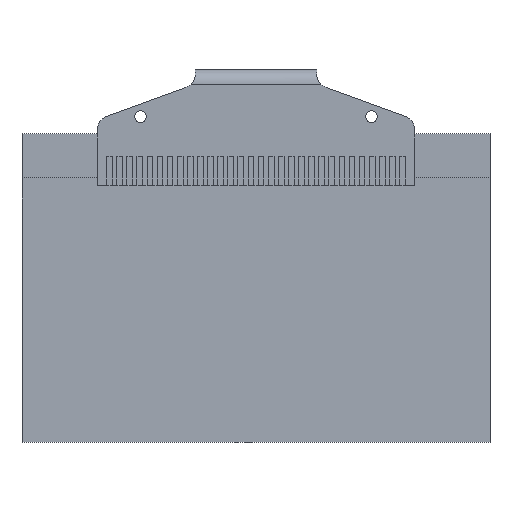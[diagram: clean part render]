
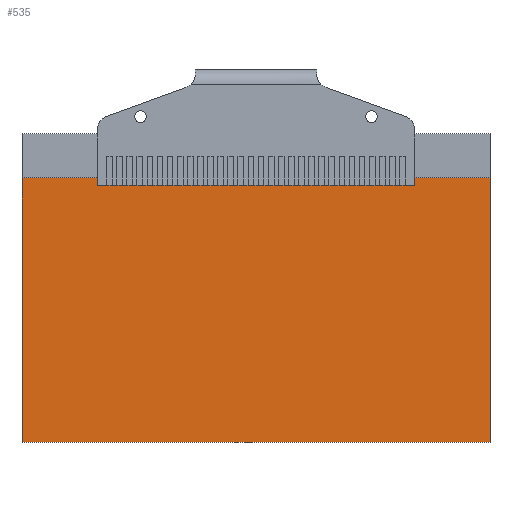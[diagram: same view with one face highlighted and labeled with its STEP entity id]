
A CAD part, front view. The second image highlights one B-rep face of the part: STEP entity #535.
In plain terms, the highlighted planar face has unit normal (0, -1, 0).
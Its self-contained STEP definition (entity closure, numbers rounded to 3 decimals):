
#535=ADVANCED_FACE('',(#1283),#927,.T.);
#927=PLANE('',#7268);
#1283=FACE_OUTER_BOUND('',#1673,.T.);
#1673=EDGE_LOOP('',(#2075,#2076,#2077,#2078));
#2075=ORIENTED_EDGE('',*,*,#4600,.T.);
#2076=ORIENTED_EDGE('',*,*,#4601,.F.);
#2077=ORIENTED_EDGE('',*,*,#4602,.F.);
#2078=ORIENTED_EDGE('',*,*,#4593,.F.);
#3963=VERTEX_POINT('',#9458);
#3964=VERTEX_POINT('',#9459);
#3969=VERTEX_POINT('',#9473);
#3970=VERTEX_POINT('',#9475);
#4593=EDGE_CURVE('',#3963,#3964,#5541,.T.);
#4600=EDGE_CURVE('',#3963,#3969,#5548,.T.);
#4601=EDGE_CURVE('',#3970,#3969,#5549,.T.);
#4602=EDGE_CURVE('',#3964,#3970,#5550,.T.);
#5541=LINE('',#9457,#6403);
#5548=LINE('',#9472,#6410);
#5549=LINE('',#9474,#6411);
#5550=LINE('',#9476,#6412);
#6403=VECTOR('',#7710,1.);
#6410=VECTOR('',#7721,1.);
#6411=VECTOR('',#7722,1.);
#6412=VECTOR('',#7723,1.);
#7268=AXIS2_PLACEMENT_3D('',#9477,#7724,#7725);
#7710=DIRECTION('',(1.,0.,0.));
#7721=DIRECTION('',(0.,0.,-1.));
#7722=DIRECTION('',(-1.,0.,0.));
#7723=DIRECTION('',(0.,0.,-1.));
#7724=DIRECTION('',(0.,-1.,0.));
#7725=DIRECTION('',(0.,0.,1.));
#9457=CARTESIAN_POINT('',(-12.37,4.16,5.4));
#9458=CARTESIAN_POINT('',(-16.21,4.16,5.4));
#9459=CARTESIAN_POINT('',(16.21,4.16,5.4));
#9472=CARTESIAN_POINT('',(-16.21,4.16,5.4));
#9473=CARTESIAN_POINT('',(-16.21,4.16,-12.91));
#9474=CARTESIAN_POINT('',(12.37,4.16,-12.91));
#9475=CARTESIAN_POINT('',(16.21,4.16,-12.91));
#9476=CARTESIAN_POINT('',(16.21,4.16,5.4));
#9477=CARTESIAN_POINT('',(0.,4.16,0.));
